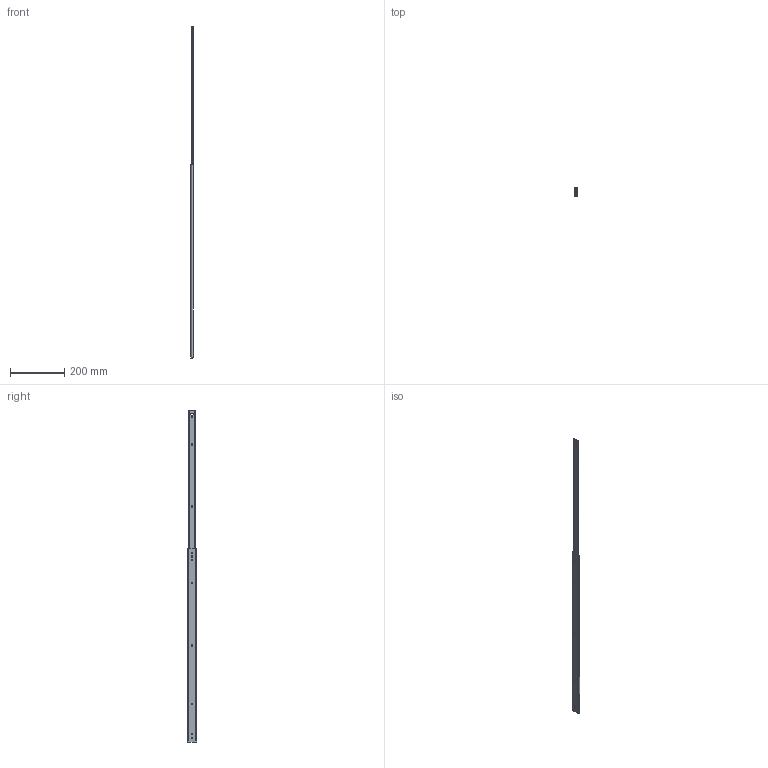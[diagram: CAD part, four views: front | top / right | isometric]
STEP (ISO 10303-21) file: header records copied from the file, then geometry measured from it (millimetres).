
FILE_DESCRIPTION (( 'STEP AP203' ), '1' );
FILE_NAME ('3522-28.STEP', '2020-06-15T05:22:28', ( '' ), ( '' ), 'SwSTEP 2.0', 'SolidWorks 2019', '' );
FILE_SCHEMA (( 'CONFIG_CONTROL_DESIGN' ));
Length unit declared in the file: millimetre
Products named in the file (3): 3522-28; OM 3522-28 ; IM 3522-28 
Assembly tree (2 placements, depth 2):
  3522-28
    OM 3522-28 
    IM 3522-28 
Bounding box: 9.6 x 35.3 x 1221.1 mm (x, y, z)
Volume: 89204.6 mm3; surface area: 116656.3 mm2
Topology: 2 solids, 2 shells, 126 faces, 366 edges, 244 vertices
Faces by surface type: cylinder 68, plane 58
Entity records: 4719 total; most frequent: CARTESIAN_POINT 929, DIRECTION 744, ORIENTED_EDGE 732, EDGE_CURVE 366, AXIS2_PLACEMENT_3D 263, VERTEX_POINT 244, VECTOR 218, LINE 218
